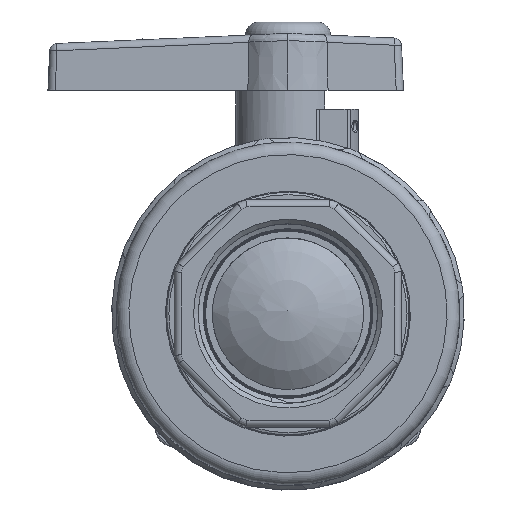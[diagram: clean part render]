
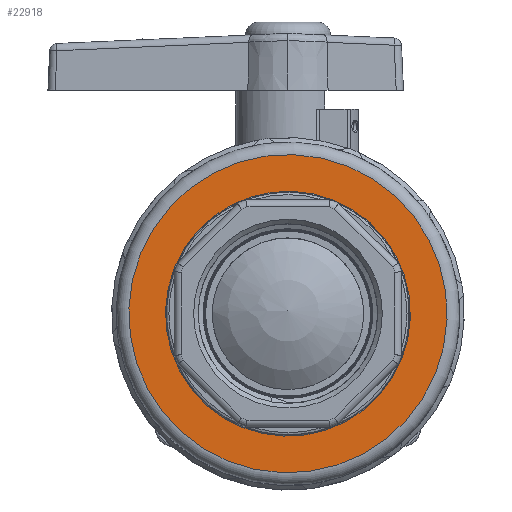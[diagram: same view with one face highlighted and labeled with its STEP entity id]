
A CAD part, top view. The second image highlights one B-rep face of the part: STEP entity #22918.
In plain terms, the highlighted face is planar.
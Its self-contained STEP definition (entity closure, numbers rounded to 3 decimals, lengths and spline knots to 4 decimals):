
#368=FACE_BOUND('',#3987,.T.);
#817=PLANE('',#24717);
#2580=FACE_OUTER_BOUND('',#3986,.T.);
#3986=EDGE_LOOP('',(#20044));
#3987=EDGE_LOOP('',(#20045));
#4855=CIRCLE('',#24715,2.0988);
#4857=CIRCLE('',#24718,1.615);
#10878=VERTEX_POINT('',#88000);
#10879=VERTEX_POINT('',#88004);
#14023=EDGE_CURVE('',#10878,#10878,#4855,.T.);
#14025=EDGE_CURVE('',#10879,#10879,#4857,.T.);
#20044=ORIENTED_EDGE('',*,*,#14023,.T.);
#20045=ORIENTED_EDGE('',*,*,#14025,.F.);
#22918=ADVANCED_FACE('',(#2580,#368),#817,.T.);
#24715=AXIS2_PLACEMENT_3D('',#88001,#28791,#28792);
#24717=AXIS2_PLACEMENT_3D('',#88003,#28795,#28796);
#24718=AXIS2_PLACEMENT_3D('',#88005,#28797,#28798);
#28791=DIRECTION('center_axis',(1.,0.,0.));
#28792=DIRECTION('ref_axis',(0.,1.,0.));
#28795=DIRECTION('center_axis',(1.,0.,0.));
#28796=DIRECTION('ref_axis',(0.,0.,-1.));
#28797=DIRECTION('center_axis',(1.,0.,0.));
#28798=DIRECTION('ref_axis',(0.,1.,0.));
#88000=CARTESIAN_POINT('',(0.,0.,
2.0988));
#88001=CARTESIAN_POINT('Origin',(0.,0.,0.));
#88003=CARTESIAN_POINT('Origin',(0.,1.6975,0.));
#88004=CARTESIAN_POINT('',(0.,-1.615,0.));
#88005=CARTESIAN_POINT('Origin',(0.,0.,0.));
